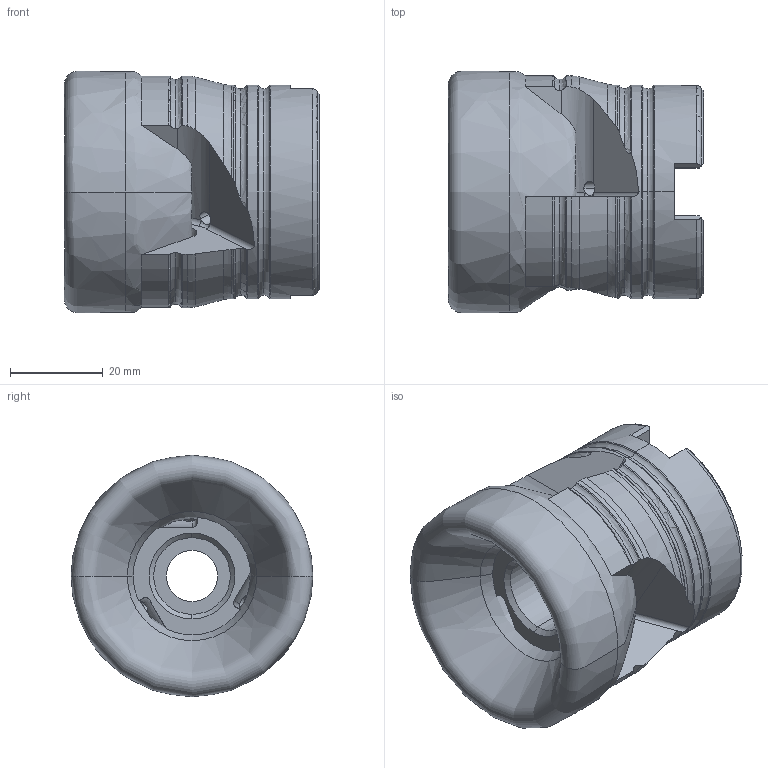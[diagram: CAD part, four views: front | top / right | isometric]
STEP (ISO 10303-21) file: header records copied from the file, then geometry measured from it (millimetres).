
FILE_DESCRIPTION (( 'STEP AP214' ), '1' );
FILE_NAME ('90PP-052-429-3.STEP', '2013-01-25T07:12:56', ( '' ), ( '' ), 'SwSTEP 2.0', 'SolidWorks 2012', '' );
FILE_SCHEMA (( 'AUTOMOTIVE_DESIGN' ));
Length unit declared in the file: millimetre
Products named in the file (1): 90PP-052-429-3
Bounding box: 55 x 52.05 x 52.01 mm (x, y, z)
Volume: 68373.1 mm3; surface area: 16740 mm2
Topology: 1 solids, 1 shells, 167 faces, 484 edges, 310 vertices
Faces by surface type: plane 53, torus 45, cylinder 41, cone 18, bspline 10
Entity records: 7409 total; most frequent: CARTESIAN_POINT 3210, ORIENTED_EDGE 968, DIRECTION 772, EDGE_CURVE 484, AXIS2_PLACEMENT_3D 314, VERTEX_POINT 310, EDGE_LOOP 172, FACE_OUTER_BOUND 167
